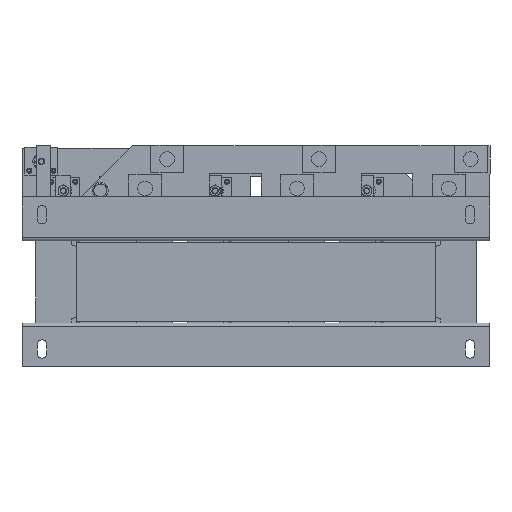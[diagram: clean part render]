
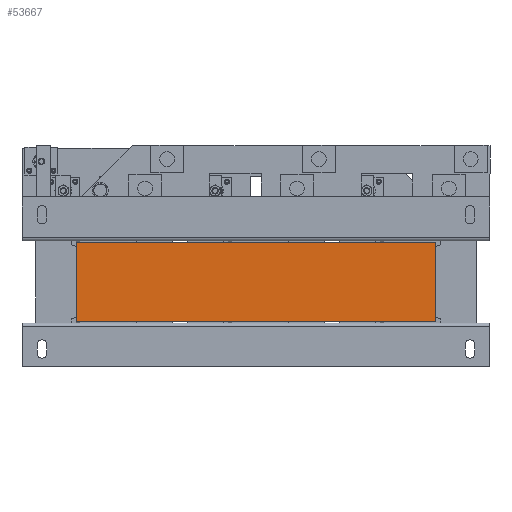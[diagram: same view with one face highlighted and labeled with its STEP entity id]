
A CAD part, front view. The second image highlights one B-rep face of the part: STEP entity #53667.
In plain terms, the highlighted planar face has unit normal (0, -1, 0).
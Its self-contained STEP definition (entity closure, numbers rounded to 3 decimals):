
#5241 = DIRECTION ( 'NONE',  ( 1., 0., 0. ) ) ;
#6698 = VERTEX_POINT ( 'NONE', #39696 ) ;
#6976 = DIRECTION ( 'NONE',  ( 1., 0., 0. ) ) ;
#8256 = VECTOR ( 'NONE', #6976, 1000. ) ;
#10198 = CARTESIAN_POINT ( 'NONE',  ( -225., -35., 49.5 ) ) ;
#11837 = DIRECTION ( 'NONE',  ( 0., 0., -1. ) ) ;
#18852 = LINE ( 'NONE', #25275, #8256 ) ;
#23602 = VECTOR ( 'NONE', #5241, 1000. ) ;
#23632 = EDGE_CURVE ( 'Defeature ausgef�hrt2_866+Defeature ausgef�hrt2_869+Defeature ausgef�hrt2_868+Defeature ausgef�hrt2_867', #51288, #6698, #53627, .T. ) ;
#25275 = CARTESIAN_POINT ( 'NONE',  ( -225., -35., -49.5 ) ) ;
#25701 = LINE ( 'NONE', #31408, #60497 ) ;
#26505 = FACE_OUTER_BOUND ( 'NONE', #31670, .T. ) ;
#26587 = AXIS2_PLACEMENT_3D ( 'NONE', #46714, #65795, #72004 ) ;
#26844 = EDGE_CURVE ( 'Defeature ausgef�hrt2_867+Defeature ausgef�hrt2_869+Defeature ausgef�hrt2_866+Defeature ausgef�hrt2_870', #6698, #57678, #48051, .T. ) ;
#28413 = EDGE_CURVE ( 'Defeature ausgef�hrt2_869+Defeature ausgef�hrt2_870+Defeature ausgef�hrt2_868+Defeature ausgef�hrt2_867', #45762, #57678, #18852, .T. ) ;
#31408 = CARTESIAN_POINT ( 'NONE',  ( -225., -35., 49.5 ) ) ;
#31670 = EDGE_LOOP ( 'NONE', ( #51451, #37247, #44953, #45070 ) ) ;
#32497 = CARTESIAN_POINT ( 'NONE',  ( -225., -35., -49.5 ) ) ;
#37247 = ORIENTED_EDGE ( 'NONE', *, *, #26844, .F. ) ;
#37888 = DIRECTION ( 'NONE',  ( 0., 0., -1. ) ) ;
#38508 = EDGE_CURVE ( 'Defeature ausgef�hrt2_869+Defeature ausgef�hrt2_868+Defeature ausgef�hrt2_866+Defeature ausgef�hrt2_870', #51288, #45762, #25701, .T. ) ;
#39696 = CARTESIAN_POINT ( 'NONE',  ( 225., -35., 49.5 ) ) ;
#44953 = ORIENTED_EDGE ( 'NONE', *, *, #23632, .F. ) ;
#45070 = ORIENTED_EDGE ( 'NONE', *, *, #38508, .T. ) ;
#45762 = VERTEX_POINT ( 'NONE', #32497 ) ;
#46714 = CARTESIAN_POINT ( 'NONE',  ( -225., -35., 49.5 ) ) ;
#48051 = LINE ( 'NONE', #61979, #73122 ) ;
#51288 = VERTEX_POINT ( 'NONE', #10198 ) ;
#51451 = ORIENTED_EDGE ( 'NONE', *, *, #28413, .T. ) ;
#53627 = LINE ( 'NONE', #78883, #23602 ) ;
#53667 = ADVANCED_FACE ( 'Defeature ausgef�hrt2_869', ( #26505 ), #66066, .F. ) ;
#57678 = VERTEX_POINT ( 'NONE', #78358 ) ;
#60497 = VECTOR ( 'NONE', #37888, 1000. ) ;
#61979 = CARTESIAN_POINT ( 'NONE',  ( 225., -35., 49.5 ) ) ;
#65795 = DIRECTION ( 'NONE',  ( 0., 1., 0. ) ) ;
#66066 = PLANE ( 'NONE',  #26587 ) ;
#72004 = DIRECTION ( 'NONE',  ( 0., 0., 1. ) ) ;
#73122 = VECTOR ( 'NONE', #11837, 1000. ) ;
#78358 = CARTESIAN_POINT ( 'NONE',  ( 225., -35., -49.5 ) ) ;
#78883 = CARTESIAN_POINT ( 'NONE',  ( -225., -35., 49.5 ) ) ;
